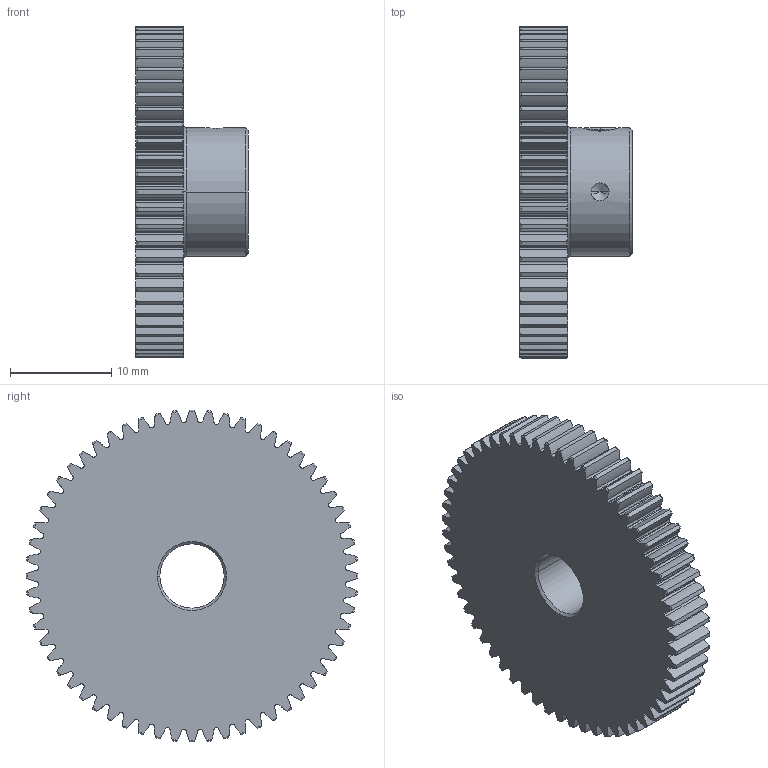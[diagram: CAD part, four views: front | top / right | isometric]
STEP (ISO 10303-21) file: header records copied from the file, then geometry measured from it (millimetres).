
FILE_DESCRIPTION((''),'2;1');
FILE_NAME('S1086Z-048A060','2018-05-08T',('SYSTEM'),(''),'PRO/ENGINEER BY PARAMETRIC TECHNOLOGY CORPORATION, 2016360','PRO/ENGINEER BY PARAMETRIC TECHNOLOGY CORPORATION, 2016360','');
FILE_SCHEMA(('AUTOMOTIVE_DESIGN { 1 0 10303 214 1 1 1 1 }'));
Length unit declared in the file: inch
Products named in the file (1): S1086Z-048A060
Bounding box: 11.1 x 32.81 x 32.81 mm (x, y, z)
Volume: 4179.6 mm3; surface area: 2986.7 mm2
Topology: 2 solids, 2 shells, 526 faces, 1539 edges, 1017 vertices
Faces by surface type: cylinder 252, torus 122, extrusion 120, plane 18, cone 12, bspline 2
Entity records: 22546 total; most frequent: CARTESIAN_POINT 8498, ORIENTED_EDGE 3074, DIRECTION 2611, EDGE_CURVE 1537, AXIS2_PLACEMENT_3D 1038, VERTEX_POINT 1017, CIRCLE 634, B_SPLINE_CURVE_WITH_KNOTS 608
